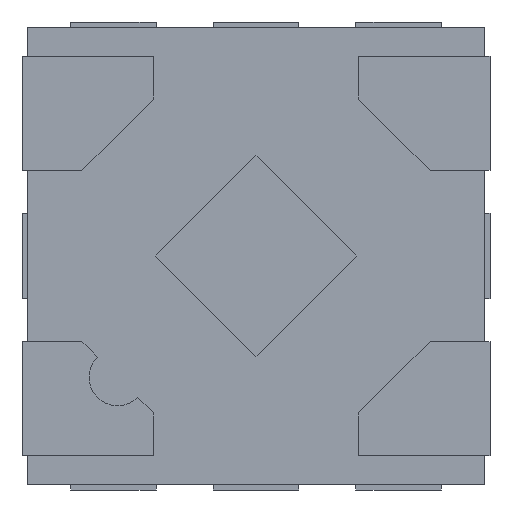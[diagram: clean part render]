
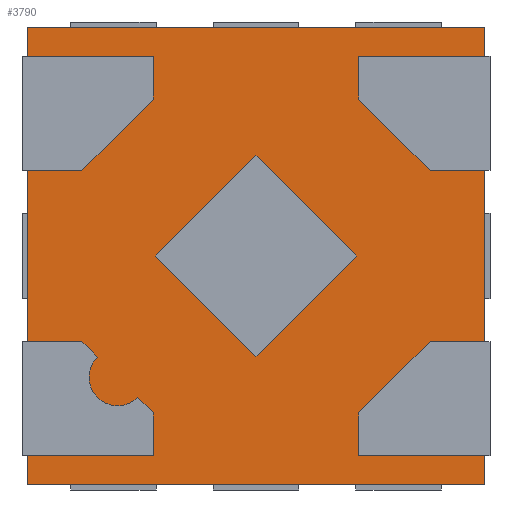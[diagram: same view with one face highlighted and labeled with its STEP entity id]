
A CAD part, front view. The second image highlights one B-rep face of the part: STEP entity #3790.
In plain terms, the highlighted planar face has unit normal (0, -1, 0).
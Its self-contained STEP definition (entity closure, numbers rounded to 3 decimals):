
#146=FACE_OUTER_BOUND('',#395,.T.);
#395=EDGE_LOOP('',(#2692,#2693,#2694,#2695));
#695=LINE('',#5530,#1204);
#699=LINE('',#5538,#1208);
#702=LINE('',#5544,#1211);
#705=LINE('',#5549,#1214);
#1204=VECTOR('',#4491,10.);
#1208=VECTOR('',#4497,10.);
#1211=VECTOR('',#4502,10.);
#1214=VECTOR('',#4507,10.);
#1681=VERTEX_POINT('',#5528);
#1682=VERTEX_POINT('',#5529);
#1685=VERTEX_POINT('',#5537);
#1687=VERTEX_POINT('',#5543);
#2057=EDGE_CURVE('',#1681,#1682,#695,.T.);
#2061=EDGE_CURVE('',#1682,#1685,#699,.T.);
#2064=EDGE_CURVE('',#1685,#1687,#702,.T.);
#2067=EDGE_CURVE('',#1687,#1681,#705,.T.);
#2692=ORIENTED_EDGE('',*,*,#2067,.T.);
#2693=ORIENTED_EDGE('',*,*,#2057,.T.);
#2694=ORIENTED_EDGE('',*,*,#2061,.T.);
#2695=ORIENTED_EDGE('',*,*,#2064,.T.);
#3542=PLANE('',#4093);
#3790=ADVANCED_FACE('',(#146),#3542,.F.);
#4093=AXIS2_PLACEMENT_3D('',#5552,#4511,#4512);
#4491=DIRECTION('',(1.,0.,0.));
#4497=DIRECTION('',(0.,0.,1.));
#4502=DIRECTION('',(-1.,0.,0.));
#4507=DIRECTION('',(0.,0.,-1.));
#4511=DIRECTION('center_axis',(0.,1.,0.));
#4512=DIRECTION('ref_axis',(0.,0.,1.));
#5528=CARTESIAN_POINT('',(-0.4,0.02,-0.4));
#5529=CARTESIAN_POINT('',(0.4,0.02,-0.4));
#5530=CARTESIAN_POINT('',(0.2,0.02,-0.4));
#5537=CARTESIAN_POINT('',(0.4,0.02,0.4));
#5538=CARTESIAN_POINT('',(0.4,0.02,0.2));
#5543=CARTESIAN_POINT('',(-0.4,0.02,0.4));
#5544=CARTESIAN_POINT('',(-0.2,0.02,0.4));
#5549=CARTESIAN_POINT('',(-0.4,0.02,-0.2));
#5552=CARTESIAN_POINT('Origin',(0.,0.02,0.));
